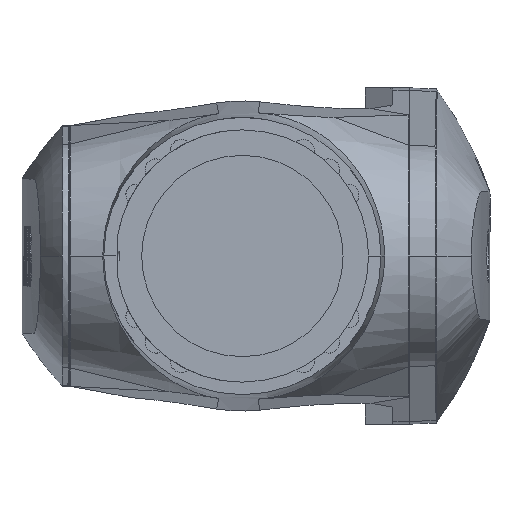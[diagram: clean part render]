
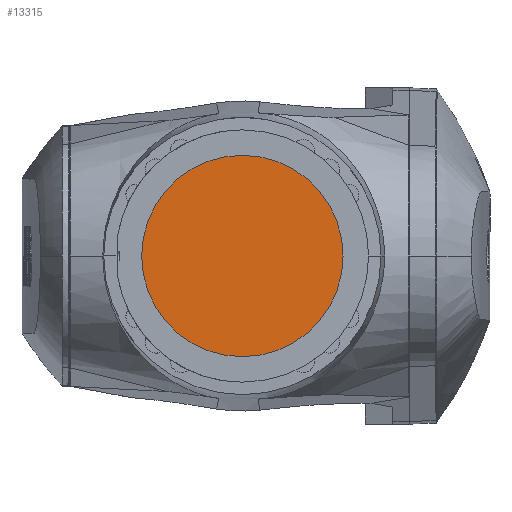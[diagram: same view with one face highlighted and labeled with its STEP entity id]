
A CAD part, left-side view. The second image highlights one B-rep face of the part: STEP entity #13315.
In plain terms, the highlighted planar face has unit normal (-1, 0, 0).
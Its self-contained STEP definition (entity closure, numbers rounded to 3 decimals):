
#912 = EDGE_CURVE ( 'NONE', #31354, #3572, #32425, .T. ) ;
#1461 = EDGE_LOOP ( 'NONE', ( #4149, #21287 ) ) ;
#3572 = VERTEX_POINT ( 'NONE', #31387 ) ;
#4149 = ORIENTED_EDGE ( 'NONE', *, *, #912, .F. ) ;
#4700 = PLANE ( 'NONE',  #33392 ) ;
#5053 = DIRECTION ( 'NONE',  ( 0., 0., 1. ) ) ;
#5182 = DIRECTION ( 'NONE',  ( 1., 0., 0. ) ) ;
#5248 = CARTESIAN_POINT ( 'NONE',  ( 45., 0., 2260. ) ) ;
#7522 = DIRECTION ( 'NONE',  ( 0., 0., 1. ) ) ;
#12490 = EDGE_CURVE ( 'NONE', #3572, #31354, #33540, .T. ) ;
#12810 = CARTESIAN_POINT ( 'NONE',  ( 45., 0., 2339.952 ) ) ;
#13315 = ADVANCED_FACE ( 'NONE', ( #24496 ), #4700, .F. ) ;
#13378 = AXIS2_PLACEMENT_3D ( 'NONE', #13845, #31634, #16469 ) ;
#13845 = CARTESIAN_POINT ( 'NONE',  ( 45., 0., 2260. ) ) ;
#16469 = DIRECTION ( 'NONE',  ( 0., 0., 1. ) ) ;
#21287 = ORIENTED_EDGE ( 'NONE', *, *, #12490, .F. ) ;
#21882 = CARTESIAN_POINT ( 'NONE',  ( 45., 0., 2345. ) ) ;
#23280 = DIRECTION ( 'NONE',  ( 1., 0., 0. ) ) ;
#23357 = AXIS2_PLACEMENT_3D ( 'NONE', #5248, #5182, #5053 ) ;
#24496 = FACE_OUTER_BOUND ( 'NONE', #1461, .T. ) ;
#31354 = VERTEX_POINT ( 'NONE', #21882 ) ;
#31387 = CARTESIAN_POINT ( 'NONE',  ( 45., 0., 2175. ) ) ;
#31634 = DIRECTION ( 'NONE',  ( 1., 0., 0. ) ) ;
#32425 = CIRCLE ( 'NONE', #23357, 85. ) ;
#33392 = AXIS2_PLACEMENT_3D ( 'NONE', #12810, #23280, #7522 ) ;
#33540 = CIRCLE ( 'NONE', #13378, 85. ) ;
